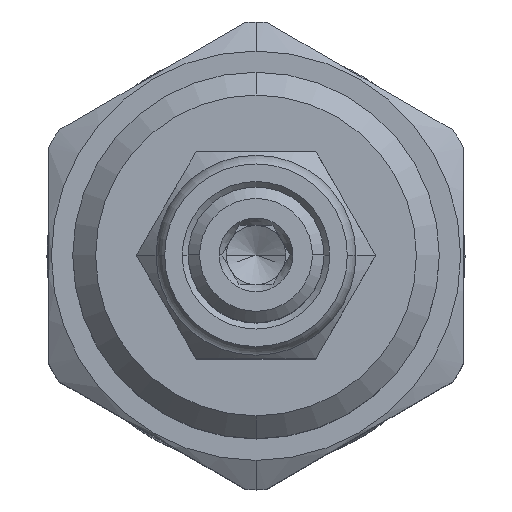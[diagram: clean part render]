
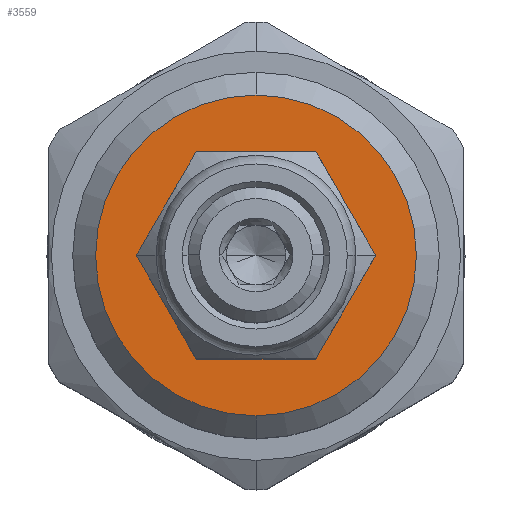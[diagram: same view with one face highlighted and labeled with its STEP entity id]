
A CAD part, top view. The second image highlights one B-rep face of the part: STEP entity #3559.
In plain terms, the highlighted planar face has unit normal (0, 0, 1).
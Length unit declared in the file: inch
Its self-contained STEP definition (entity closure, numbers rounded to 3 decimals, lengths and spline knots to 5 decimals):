
#250=CARTESIAN_POINT('',(0.,0.,4.025));
#251=DIRECTION('',(0.,0.,1.));
#252=DIRECTION('',(-1.,0.,0.));
#253=AXIS2_PLACEMENT_3D('',#250,#251,#252);
#255=CARTESIAN_POINT('',(0.,0.,4.025));
#256=DIRECTION('',(0.,0.,1.));
#257=DIRECTION('',(1.,0.,0.));
#258=AXIS2_PLACEMENT_3D('',#255,#256,#257);
#260=CARTESIAN_POINT('',(0.,0.,4.025));
#261=DIRECTION('',(0.,0.,1.));
#262=DIRECTION('',(0.,-1.,0.));
#263=AXIS2_PLACEMENT_3D('',#260,#261,#262);
#278=CARTESIAN_POINT('',(0.,0.,4.025));
#279=DIRECTION('',(0.,0.,1.));
#280=DIRECTION('',(0.,1.,0.));
#281=AXIS2_PLACEMENT_3D('',#278,#279,#280);
#2935=CARTESIAN_POINT('',(0.,0.435,4.025));
#2936=CARTESIAN_POINT('',(0.,-0.435,4.025));
#2937=VERTEX_POINT('',#2935);
#2938=VERTEX_POINT('',#2936);
#3183=CARTESIAN_POINT('',(-0.271,0.,4.025));
#3184=CARTESIAN_POINT('',(0.271,0.,4.025));
#3185=VERTEX_POINT('',#3183);
#3186=VERTEX_POINT('',#3184);
#3543=CARTESIAN_POINT('',(0.,0.,4.025));
#3544=DIRECTION('',(0.,0.,1.));
#3545=DIRECTION('',(0.,1.,0.));
#3546=AXIS2_PLACEMENT_3D('',#3543,#3544,#3545);
#3547=PLANE('',#3546);
#3549=ORIENTED_EDGE('',*,*,#3548,.F.);
#3551=ORIENTED_EDGE('',*,*,#3550,.F.);
#3552=EDGE_LOOP('',(#3549,#3551));
#3553=FACE_OUTER_BOUND('',#3552,.F.);
#3555=ORIENTED_EDGE('',*,*,#3554,.T.);
#3556=ORIENTED_EDGE('',*,*,#3533,.T.);
#3557=EDGE_LOOP('',(#3555,#3556));
#3558=FACE_BOUND('',#3557,.F.);
#3559=ADVANCED_FACE('',(#3553,#3558),#3547,.T.);
#254=CIRCLE('',#253,0.271);
#259=CIRCLE('',#258,0.271);
#264=CIRCLE('',#263,0.435);
#282=CIRCLE('',#281,0.435);
#3533=EDGE_CURVE('',#3186,#3185,#259,.T.);
#3548=EDGE_CURVE('',#2938,#2937,#264,.T.);
#3550=EDGE_CURVE('',#2937,#2938,#282,.T.);
#3554=EDGE_CURVE('',#3185,#3186,#254,.T.);
